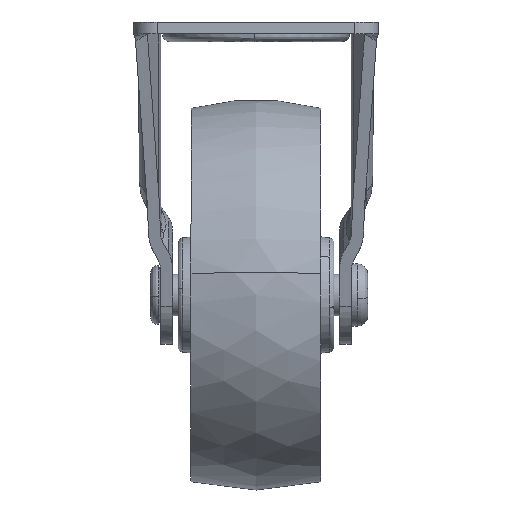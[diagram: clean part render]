
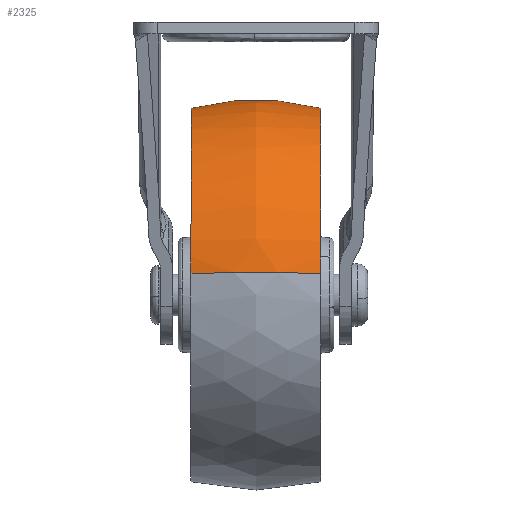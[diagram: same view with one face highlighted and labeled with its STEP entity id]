
A CAD part, left-side view. The second image highlights one B-rep face of the part: STEP entity #2325.
In plain terms, the highlighted free-form (B-spline) face has degree [2, 2] with [5, 5] control points.
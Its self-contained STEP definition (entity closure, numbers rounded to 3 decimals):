
#2112=CARTESIAN_POINT('',(-35.672,12.5,4.147));
#2113=VERTEX_POINT('',#2112);
#2154=CARTESIAN_POINT('',(0.0,12.5,35.912));
#2155=VERTEX_POINT('',#2154);
#2172=CARTESIAN_POINT('',(0.0,-12.5,35.912));
#2173=VERTEX_POINT('',#2172);
#2174=CARTESIAN_POINT('',(0.0,-12.5,35.912));
#2175=CARTESIAN_POINT('',(0.0,-9.569,36.669));
#2176=CARTESIAN_POINT('',(0.0,-5.461,37.34));
#2177=CARTESIAN_POINT('',(0.0,0.789,37.574));
#2178=CARTESIAN_POINT('',(0.0,6.186,37.254));
#2179=CARTESIAN_POINT('',(0.0,10.397,36.455));
#2180=CARTESIAN_POINT('',(0.0,12.5,35.912));
#2181=B_SPLINE_CURVE_WITH_KNOTS('',3,(#2174,#2175,#2176,#2177,#2178,#2179,#2180),.UNSPECIFIED.,.F.,.U.,(4,1,1,1,4),(0.,9.081,12.437,18.754,25.268),.UNSPECIFIED.);
#2182=EDGE_CURVE('',#2173,#2155,#2181,.T.);
#2221=CARTESIAN_POINT('',(-35.672,-12.5,4.147));
#2222=VERTEX_POINT('',#2221);
#2242=CARTESIAN_POINT('',(-35.672,-12.5,4.147));
#2243=CARTESIAN_POINT('',(-36.424,-9.569,4.234));
#2244=CARTESIAN_POINT('',(-37.354,-3.831,4.342));
#2245=CARTESIAN_POINT('',(-37.255,4.62,4.331));
#2246=CARTESIAN_POINT('',(-36.326,9.952,4.223));
#2247=CARTESIAN_POINT('',(-35.672,12.5,4.147));
#2248=B_SPLINE_CURVE_WITH_KNOTS('',3,(#2242,#2243,#2244,#2245,#2246,#2247),.UNSPECIFIED.,.F.,.U.,(4,1,1,4),(0.,9.081,17.372,25.268),.UNSPECIFIED.);
#2249=EDGE_CURVE('',#2222,#2113,#2248,.T.);
#2254=CARTESIAN_POINT('',(0.231,-13.761,35.569));
#2255=CARTESIAN_POINT('',(0.243,-7.016,37.5));
#2256=CARTESIAN_POINT('',(0.243,0.0,37.5));
#2257=CARTESIAN_POINT('',(0.243,7.016,37.5));
#2258=CARTESIAN_POINT('',(0.231,13.761,35.569));
#2259=CARTESIAN_POINT('',(0.116,-13.761,35.569));
#2260=CARTESIAN_POINT('',(0.122,-7.016,37.5));
#2261=CARTESIAN_POINT('',(0.122,0.0,37.5));
#2262=CARTESIAN_POINT('',(0.122,7.016,37.5));
#2263=CARTESIAN_POINT('',(0.116,13.761,35.569));
#2264=CARTESIAN_POINT('',(-31.674,-13.761,35.569));
#2265=CARTESIAN_POINT('',(-33.393,-7.016,37.5));
#2266=CARTESIAN_POINT('',(-33.393,0.0,37.5));
#2267=CARTESIAN_POINT('',(-33.393,7.016,37.5));
#2268=CARTESIAN_POINT('',(-31.674,13.761,35.569));
#2269=CARTESIAN_POINT('',(-35.345,-13.761,3.987));
#2270=CARTESIAN_POINT('',(-37.264,-7.016,4.203));
#2271=CARTESIAN_POINT('',(-37.264,0.0,4.203));
#2272=CARTESIAN_POINT('',(-37.264,7.016,4.203));
#2273=CARTESIAN_POINT('',(-35.345,13.761,3.987));
#2274=CARTESIAN_POINT('',(-35.359,-13.761,3.867));
#2275=CARTESIAN_POINT('',(-37.279,-7.016,4.077));
#2276=CARTESIAN_POINT('',(-37.279,0.0,4.077));
#2277=CARTESIAN_POINT('',(-37.279,7.016,4.077));
#2278=CARTESIAN_POINT('',(-35.359,13.761,3.867));
#2286=(BOUNDED_SURFACE()B_SPLINE_SURFACE(2,2,((#2254,#2259,#2264,#2269,#2274),(#2255,#2260,#2265,#2270,#2275),(#2256,#2261,#2266,#2271,#2276),(#2257,#2262,#2267,#2272,#2277),(#2258,#2263,#2268,#2273,#2278)),.UNSPECIFIED.,.F.,.F.,.U.)B_SPLINE_SURFACE_WITH_KNOTS((3,2,3),(3,1,1,3),(0.0,14.421,28.842),(0.0,0.285,57.384,57.67),.UNSPECIFIED.)GEOMETRIC_REPRESENTATION_ITEM()RATIONAL_B_SPLINE_SURFACE(((0.931,0.93,0.678,0.889,0.891),(0.957,0.955,0.697,0.914,0.915),(1.003,1.001,0.731,0.958,0.959),(0.957,0.955,0.697,0.914,0.915),(0.931,0.93,0.678,0.889,0.891)))REPRESENTATION_ITEM('')SURFACE());
#2287=CARTESIAN_POINT('',(0.0,12.5,35.912));
#2288=CARTESIAN_POINT('',(-2.313,12.5,35.913));
#2289=CARTESIAN_POINT('',(-6.055,12.5,35.549));
#2290=CARTESIAN_POINT('',(-10.741,12.5,34.338));
#2291=CARTESIAN_POINT('',(-14.505,12.5,32.93));
#2292=CARTESIAN_POINT('',(-17.732,12.5,31.306));
#2293=CARTESIAN_POINT('',(-21.055,12.5,29.17));
#2294=CARTESIAN_POINT('',(-24.039,12.5,26.79));
#2295=CARTESIAN_POINT('',(-27.492,12.5,23.304));
#2296=CARTESIAN_POINT('',(-30.372,12.5,19.402));
#2297=CARTESIAN_POINT('',(-32.653,12.5,15.134));
#2298=CARTESIAN_POINT('',(-34.561,12.5,10.319));
#2299=CARTESIAN_POINT('',(-35.39,12.5,6.58));
#2300=CARTESIAN_POINT('',(-35.672,12.5,4.147));
#2301=B_SPLINE_CURVE_WITH_KNOTS('',3,(#2287,#2288,#2289,#2290,#2291,#2292,#2293,#2294,#2295,#2296,#2297,#2298,#2299,#2300),.UNSPECIFIED.,.F.,.U.,(4,1,1,1,1,1,1,1,1,1,1,4),(0.,6.94,11.227,14.493,18.983,22.045,26.332,30.414,36.742,40.824,44.907,52.255),.UNSPECIFIED.);
#2302=EDGE_CURVE('',#2155,#2113,#2301,.T.);
#2303=ORIENTED_EDGE('',*,*,#2302,.T.);
#2304=ORIENTED_EDGE('',*,*,#2249,.F.);
#2305=CARTESIAN_POINT('',(0.0,-12.5,35.912));
#2306=CARTESIAN_POINT('',(-1.633,-12.5,35.912));
#2307=CARTESIAN_POINT('',(-4.831,-12.5,35.694));
#2308=CARTESIAN_POINT('',(-10.042,-12.5,34.628));
#2309=CARTESIAN_POINT('',(-14.716,-12.5,32.894));
#2310=CARTESIAN_POINT('',(-19.268,-12.5,30.423));
#2311=CARTESIAN_POINT('',(-22.974,-12.5,27.748));
#2312=CARTESIAN_POINT('',(-26.23,-12.5,24.642));
#2313=CARTESIAN_POINT('',(-29.199,-12.5,21.086));
#2314=CARTESIAN_POINT('',(-31.464,-12.5,17.511));
#2315=CARTESIAN_POINT('',(-33.319,-12.5,13.566));
#2316=CARTESIAN_POINT('',(-34.786,-12.5,9.386));
#2317=CARTESIAN_POINT('',(-35.444,-12.5,6.107));
#2318=CARTESIAN_POINT('',(-35.672,-12.5,4.147));
#2319=B_SPLINE_CURVE_WITH_KNOTS('',3,(#2305,#2306,#2307,#2308,#2309,#2310,#2311,#2312,#2313,#2314,#2315,#2316,#2317,#2318),.UNSPECIFIED.,.F.,.U.,(4,1,1,1,1,1,1,1,1,1,1,4),(0.,4.899,9.594,15.921,19.8,25.107,29.598,33.272,38.987,42.253,46.336,52.255),.UNSPECIFIED.);
#2320=EDGE_CURVE('',#2173,#2222,#2319,.T.);
#2321=ORIENTED_EDGE('',*,*,#2320,.F.);
#2322=ORIENTED_EDGE('',*,*,#2182,.T.);
#2323=EDGE_LOOP('',(#2303,#2304,#2321,#2322));
#2324=FACE_OUTER_BOUND('',#2323,.T.);
#2325=ADVANCED_FACE('',(#2324),#2286,.T.);
